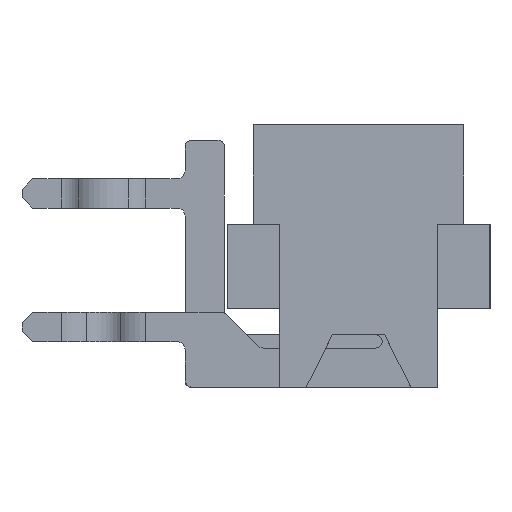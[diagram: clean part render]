
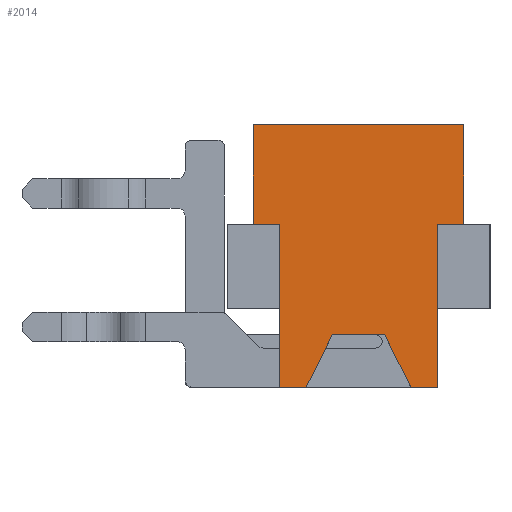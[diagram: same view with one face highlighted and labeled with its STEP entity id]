
A CAD part, left-side view. The second image highlights one B-rep face of the part: STEP entity #2014.
In plain terms, the highlighted planar face has unit normal (-1, 0, 0).
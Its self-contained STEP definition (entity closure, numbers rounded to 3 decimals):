
#2014 = ADVANCED_FACE( '', ( #3981 ), #3982, .F. );
#3981 = FACE_OUTER_BOUND( '', #5912, .T. );
#3982 = PLANE( '', #5913 );
#5912 = EDGE_LOOP( '', ( #11728, #11729, #11730, #11731, #11732, #11733, #11734, #11735, #11736, #11737, #11738, #11739, #11740, #11741 ) );
#5913 = AXIS2_PLACEMENT_3D( '', #11742, #11743, #11744 );
#11728 = ORIENTED_EDGE( '', *, *, #13519, .F. );
#11729 = ORIENTED_EDGE( '', *, *, #14240, .F. );
#11730 = ORIENTED_EDGE( '', *, *, #13712, .T. );
#11731 = ORIENTED_EDGE( '', *, *, #13554, .F. );
#11732 = ORIENTED_EDGE( '', *, *, #12187, .T. );
#11733 = ORIENTED_EDGE( '', *, *, #13604, .F. );
#11734 = ORIENTED_EDGE( '', *, *, #13282, .F. );
#11735 = ORIENTED_EDGE( '', *, *, #12617, .T. );
#11736 = ORIENTED_EDGE( '', *, *, #12463, .T. );
#11737 = ORIENTED_EDGE( '', *, *, #14014, .T. );
#11738 = ORIENTED_EDGE( '', *, *, #12598, .F. );
#11739 = ORIENTED_EDGE( '', *, *, #13824, .F. );
#11740 = ORIENTED_EDGE( '', *, *, #13784, .F. );
#11741 = ORIENTED_EDGE( '', *, *, #13903, .F. );
#11742 = CARTESIAN_POINT( '', ( -10.425, 2., 3.5 ) );
#11743 = DIRECTION( '', ( 1., 0., 0. ) );
#11744 = DIRECTION( '', ( 0., 0., -1. ) );
#12187 = EDGE_CURVE( '', #14700, #14698, #14701, .T. );
#12463 = EDGE_CURVE( '', #15183, #15181, #15184, .T. );
#12598 = EDGE_CURVE( '', #15401, #15403, #15404, .T. );
#12617 = EDGE_CURVE( '', #15435, #15183, #15436, .T. );
#13282 = EDGE_CURVE( '', #15435, #16537, #16538, .T. );
#13519 = EDGE_CURVE( '', #16880, #16881, #16882, .T. );
#13554 = EDGE_CURVE( '', #14700, #16928, #16929, .T. );
#13604 = EDGE_CURVE( '', #16537, #14698, #16993, .T. );
#13712 = EDGE_CURVE( '', #17132, #16928, #17139, .T. );
#13784 = EDGE_CURVE( '', #17234, #17235, #17236, .T. );
#13824 = EDGE_CURVE( '', #17235, #15401, #17287, .T. );
#13903 = EDGE_CURVE( '', #16881, #17234, #17379, .T. );
#14014 = EDGE_CURVE( '', #15181, #15403, #17516, .T. );
#14240 = EDGE_CURVE( '', #17132, #16880, #17762, .T. );
#14698 = VERTEX_POINT( '', #18341 );
#14700 = VERTEX_POINT( '', #18344 );
#14701 = LINE( '', #18345, #18346 );
#15181 = VERTEX_POINT( '', #19043 );
#15183 = VERTEX_POINT( '', #19046 );
#15184 = LINE( '', #19047, #19048 );
#15401 = VERTEX_POINT( '', #19366 );
#15403 = VERTEX_POINT( '', #19369 );
#15404 = LINE( '', #19370, #19371 );
#15435 = VERTEX_POINT( '', #19416 );
#15436 = LINE( '', #19417, #19418 );
#16537 = VERTEX_POINT( '', #21062 );
#16538 = LINE( '', #21063, #21064 );
#16880 = VERTEX_POINT( '', #21569 );
#16881 = VERTEX_POINT( '', #21570 );
#16882 = LINE( '', #21571, #21572 );
#16928 = VERTEX_POINT( '', #21641 );
#16929 = LINE( '', #21642, #21643 );
#16993 = LINE( '', #21743, #21744 );
#17132 = VERTEX_POINT( '', #21951 );
#17139 = LINE( '', #21962, #21963 );
#17234 = VERTEX_POINT( '', #22101 );
#17235 = VERTEX_POINT( '', #22102 );
#17236 = LINE( '', #22103, #22104 );
#17287 = LINE( '', #22182, #22183 );
#17379 = LINE( '', #22320, #22321 );
#17516 = LINE( '', #22525, #22526 );
#17762 = LINE( '', #22901, #22902 );
#18341 = CARTESIAN_POINT( '', ( -10.425, -2., 1.6 ) );
#18344 = CARTESIAN_POINT( '', ( -10.425, -1.5, 1.6 ) );
#18345 = CARTESIAN_POINT( '', ( -10.425, 2., 1.6 ) );
#18346 = VECTOR( '', #23270, 1000. );
#19043 = CARTESIAN_POINT( '', ( -10.425, 1.5, 1.6 ) );
#19046 = CARTESIAN_POINT( '', ( -10.425, 2., 1.6 ) );
#19047 = CARTESIAN_POINT( '', ( -10.425, 2., 1.6 ) );
#19048 = VECTOR( '', #23501, 1000. );
#19366 = CARTESIAN_POINT( '', ( -10.425, 1.5, -1.5 ) );
#19369 = CARTESIAN_POINT( '', ( -10.425, 1.5, 0. ) );
#19370 = CARTESIAN_POINT( '', ( -10.425, 1.5, -1.5 ) );
#19371 = VECTOR( '', #23622, 1000. );
#19416 = CARTESIAN_POINT( '', ( -10.425, 2., 3.5 ) );
#19417 = CARTESIAN_POINT( '', ( -10.425, 2., 3.5 ) );
#19418 = VECTOR( '', #23637, 1000. );
#21062 = CARTESIAN_POINT( '', ( -10.425, -2., 3.5 ) );
#21063 = CARTESIAN_POINT( '', ( -10.425, 2., 3.5 ) );
#21064 = VECTOR( '', #24286, 1000. );
#21569 = CARTESIAN_POINT( '', ( -10.425, -1., -1.5 ) );
#21570 = CARTESIAN_POINT( '', ( -10.425, -0.5, -0.5 ) );
#21571 = CARTESIAN_POINT( '', ( -10.425, 1.6, 3.7 ) );
#21572 = VECTOR( '', #24504, 1000. );
#21641 = CARTESIAN_POINT( '', ( -10.425, -1.5, 0. ) );
#21642 = CARTESIAN_POINT( '', ( -10.425, -1.5, 23.413 ) );
#21643 = VECTOR( '', #24531, 1000. );
#21743 = CARTESIAN_POINT( '', ( -10.425, -2., 3.5 ) );
#21744 = VECTOR( '', #24571, 1000. );
#21951 = CARTESIAN_POINT( '', ( -10.425, -1.5, -1.5 ) );
#21962 = CARTESIAN_POINT( '', ( -10.425, -1.5, -1.5 ) );
#21963 = VECTOR( '', #24662, 1000. );
#22101 = CARTESIAN_POINT( '', ( -10.425, 0.5, -0.5 ) );
#22102 = CARTESIAN_POINT( '', ( -10.425, 1., -1.5 ) );
#22103 = CARTESIAN_POINT( '', ( -10.425, -0.8, 2.1 ) );
#22104 = VECTOR( '', #24739, 1000. );
#22182 = CARTESIAN_POINT( '', ( -10.425, -1.5, -1.5 ) );
#22183 = VECTOR( '', #24767, 1000. );
#22320 = CARTESIAN_POINT( '', ( -10.425, 2., -0.5 ) );
#22321 = VECTOR( '', #24825, 1000. );
#22525 = CARTESIAN_POINT( '', ( -10.425, 1.5, 23.413 ) );
#22526 = VECTOR( '', #24908, 1000. );
#22901 = CARTESIAN_POINT( '', ( -10.425, -1.5, -1.5 ) );
#22902 = VECTOR( '', #25062, 1000. );
#23270 = DIRECTION( '', ( 0., -1., 0. ) );
#23501 = DIRECTION( '', ( 0., -1., 0. ) );
#23622 = DIRECTION( '', ( 0., 0., 1. ) );
#23637 = DIRECTION( '', ( 0., 0., -1. ) );
#24286 = DIRECTION( '', ( 0., -1., 0. ) );
#24504 = DIRECTION( '', ( 0., 0.447, 0.894 ) );
#24531 = DIRECTION( '', ( 0., 0., -1. ) );
#24571 = DIRECTION( '', ( 0., 0., -1. ) );
#24662 = DIRECTION( '', ( 0., 0., 1. ) );
#24739 = DIRECTION( '', ( 0., 0.447, -0.894 ) );
#24767 = DIRECTION( '', ( 0., 1., 0. ) );
#24825 = DIRECTION( '', ( 0., 1., 0. ) );
#24908 = DIRECTION( '', ( 0., 0., -1. ) );
#25062 = DIRECTION( '', ( 0., 1., 0. ) );
